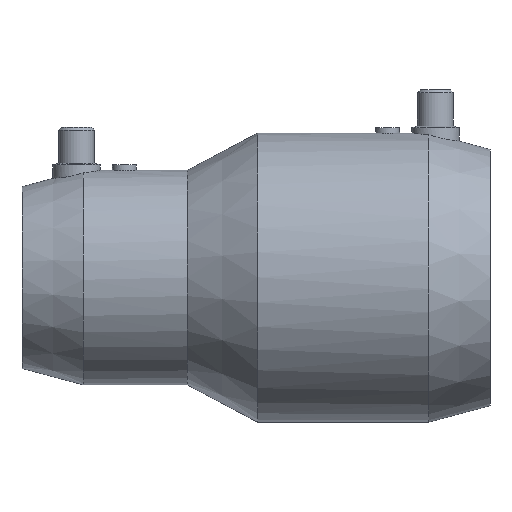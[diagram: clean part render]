
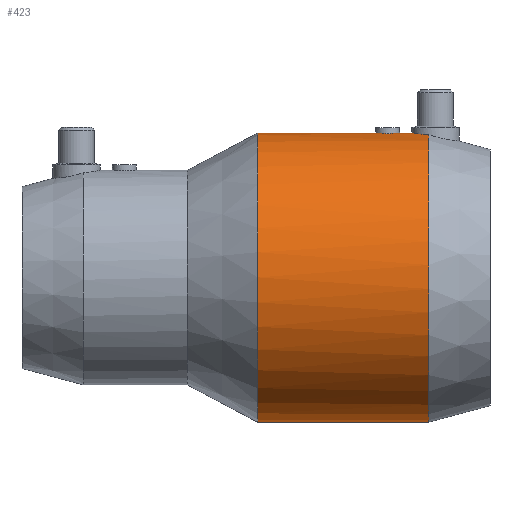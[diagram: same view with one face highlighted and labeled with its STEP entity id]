
A CAD part, top view. The second image highlights one B-rep face of the part: STEP entity #423.
In plain terms, the highlighted cylindrical face has radius 48.5 mm (diameter 97 mm), a partial arc.
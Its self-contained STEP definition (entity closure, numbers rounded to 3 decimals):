
#335 = EDGE_CURVE( '', #489, #455, #946, .T. );
#415 = VERTEX_POINT( '', #1039 );
#423 = ADVANCED_FACE( '', ( #1048 ), #1049, .T. );
#455 = VERTEX_POINT( '', #1088 );
#489 = VERTEX_POINT( '', #1126 );
#537 = EDGE_CURVE( '', #415, #669, #1179, .T. );
#571 = EDGE_CURVE( '', #699, #585, #1215, .T. );
#585 = VERTEX_POINT( '', #1229 );
#607 = EDGE_CURVE( '', #733, #489, #1253, .T. );
#669 = VERTEX_POINT( '', #1324 );
#699 = VERTEX_POINT( '', #1360 );
#723 = EDGE_CURVE( '', #455, #699, #1387, .T. );
#733 = VERTEX_POINT( '', #1400 );
#791 = EDGE_CURVE( '', #585, #415, #1462, .T. );
#849 = EDGE_CURVE( '', #733, #669, #1529, .T. );
#946 = CIRCLE( '', #1662, 48.5 );
#1039 = CARTESIAN_POINT( '', ( 31.667, 48.5, 0. ) );
#1048 = FACE_OUTER_BOUND( '', #1861, .T. );
#1049 = CYLINDRICAL_SURFACE( '', #1862, 48.5 );
#1088 = CARTESIAN_POINT( '', ( 49.474, 47.886, 7.694 ) );
#1126 = CARTESIAN_POINT( '', ( 49.474, -48.5, 0. ) );
#1179 = LINE( '', #2083, #2084 );
#1215 = LINE( '', #2148, #2149 );
#1229 = CARTESIAN_POINT( '', ( 39.667, 48.5, 0. ) );
#1253 = LINE( '', #2202, #2203 );
#1324 = CARTESIAN_POINT( '', ( -7.926, 48.5, 0. ) );
#1360 = CARTESIAN_POINT( '', ( 43.667, 48.5, 0. ) );
#1387 = B_SPLINE_CURVE_WITH_KNOTS( '', 3, ( #2448, #2449, #2450, #2451, #2452, #2453, #2454, #2455, #2456, #2457, #2458, #2459, #2460, #2461, #2462, #2463, #2464, #2465, #2466, #2467, #2468, #2469, #2470, #2471, #2472, #2473, #2474, #2475, #2476, #2477 ), .UNSPECIFIED., .F., .F., ( 4, 2, 2, 2, 2, 2, 2, 2, 2, 2, 2, 2, 2, 2, 4 ), ( 2.148, 3.019, 4.529, 6.039, 7.549, 9.058, 10.568, 12.078, 13.587, 15.097, 16.607, 18.117, 19.626, 21.136, 22.008 ), .UNSPECIFIED. );
#1400 = CARTESIAN_POINT( '', ( -7.926, -48.5, 0. ) );
#1462 = B_SPLINE_CURVE_WITH_KNOTS( '', 3, ( #2670, #2671, #2672, #2673, #2674, #2675, #2676, #2677, #2678, #2679, #2680, #2681, #2682, #2683, #2684, #2685, #2686, #2687, #2688, #2689, #2690, #2691, #2692, #2693, #2694, #2695, #2696, #2697, #2698, #2699, #2700, #2701, #2702, #2703 ), .UNSPECIFIED., .F., .F., ( 4, 2, 2, 2, 2, 2, 2, 2, 2, 2, 2, 2, 2, 2, 2, 2, 4 ), ( 6.03, 6.784, 7.537, 8.291, 9.045, 9.799, 10.552, 11.306, 12.06, 12.814, 13.567, 14.321, 15.075, 15.829, 16.582, 17.336, 18.09 ), .UNSPECIFIED. );
#1529 = CIRCLE( '', #2789, 48.5 );
#1662 = AXIS2_PLACEMENT_3D( '', #2908, #2909, #2910 );
#1861 = EDGE_LOOP( '', ( #3058, #3059, #3060, #3061, #3062, #3063, #3064 ) );
#1862 = AXIS2_PLACEMENT_3D( '', #3065, #3066, #3067 );
#2083 = CARTESIAN_POINT( '', ( 20.774, 48.5, 0. ) );
#2084 = VECTOR( '', #3214, 1. );
#2148 = CARTESIAN_POINT( '', ( 20.774, 48.5, 0. ) );
#2149 = VECTOR( '', #3248, 1. );
#2202 = CARTESIAN_POINT( '', ( 20.774, -48.5, 0. ) );
#2203 = VECTOR( '', #3287, 1. );
#2448 = CARTESIAN_POINT( '', ( 49.474, 47.886, 7.694 ) );
#2449 = CARTESIAN_POINT( '', ( 49.179, 47.899, 7.609 ) );
#2450 = CARTESIAN_POINT( '', ( 48.887, 47.916, 7.508 ) );
#2451 = CARTESIAN_POINT( '', ( 48.11, 47.965, 7.186 ) );
#2452 = CARTESIAN_POINT( '', ( 47.638, 48.003, 6.932 ) );
#2453 = CARTESIAN_POINT( '', ( 46.765, 48.084, 6.344 ) );
#2454 = CARTESIAN_POINT( '', ( 46.364, 48.127, 6.011 ) );
#2455 = CARTESIAN_POINT( '', ( 45.655, 48.211, 5.302 ) );
#2456 = CARTESIAN_POINT( '', ( 45.322, 48.254, 4.902 ) );
#2457 = CARTESIAN_POINT( '', ( 44.735, 48.334, 4.029 ) );
#2458 = CARTESIAN_POINT( '', ( 44.481, 48.372, 3.557 ) );
#2459 = CARTESIAN_POINT( '', ( 44.072, 48.434, 2.571 ) );
#2460 = CARTESIAN_POINT( '', ( 43.918, 48.459, 2.057 ) );
#2461 = CARTESIAN_POINT( '', ( 43.715, 48.492, 1.023 ) );
#2462 = CARTESIAN_POINT( '', ( 43.667, 48.5, 0.503 ) );
#2463 = CARTESIAN_POINT( '', ( 43.667, 48.5, -0.503 ) );
#2464 = CARTESIAN_POINT( '', ( 43.715, 48.492, -1.023 ) );
#2465 = CARTESIAN_POINT( '', ( 43.918, 48.459, -2.057 ) );
#2466 = CARTESIAN_POINT( '', ( 44.072, 48.434, -2.571 ) );
#2467 = CARTESIAN_POINT( '', ( 44.481, 48.372, -3.557 ) );
#2468 = CARTESIAN_POINT( '', ( 44.735, 48.334, -4.029 ) );
#2469 = CARTESIAN_POINT( '', ( 45.322, 48.254, -4.902 ) );
#2470 = CARTESIAN_POINT( '', ( 45.655, 48.211, -5.302 ) );
#2471 = CARTESIAN_POINT( '', ( 46.364, 48.127, -6.011 ) );
#2472 = CARTESIAN_POINT( '', ( 46.765, 48.084, -6.344 ) );
#2473 = CARTESIAN_POINT( '', ( 47.638, 48.003, -6.932 ) );
#2474 = CARTESIAN_POINT( '', ( 48.11, 47.965, -7.186 ) );
#2475 = CARTESIAN_POINT( '', ( 48.887, 47.916, -7.508 ) );
#2476 = CARTESIAN_POINT( '', ( 49.179, 47.899, -7.609 ) );
#2477 = CARTESIAN_POINT( '', ( 49.474, 47.886, -7.694 ) );
#2670 = CARTESIAN_POINT( '', ( 39.667, 48.5, 0. ) );
#2671 = CARTESIAN_POINT( '', ( 39.667, 48.5, 0.251 ) );
#2672 = CARTESIAN_POINT( '', ( 39.643, 48.498, 0.511 ) );
#2673 = CARTESIAN_POINT( '', ( 39.541, 48.49, 1.028 ) );
#2674 = CARTESIAN_POINT( '', ( 39.464, 48.484, 1.285 ) );
#2675 = CARTESIAN_POINT( '', ( 39.26, 48.468, 1.777 ) );
#2676 = CARTESIAN_POINT( '', ( 39.133, 48.459, 2.014 ) );
#2677 = CARTESIAN_POINT( '', ( 38.839, 48.439, 2.45 ) );
#2678 = CARTESIAN_POINT( '', ( 38.673, 48.428, 2.651 ) );
#2679 = CARTESIAN_POINT( '', ( 38.318, 48.407, 3.006 ) );
#2680 = CARTESIAN_POINT( '', ( 38.117, 48.396, 3.173 ) );
#2681 = CARTESIAN_POINT( '', ( 37.68, 48.376, 3.466 ) );
#2682 = CARTESIAN_POINT( '', ( 37.444, 48.367, 3.593 ) );
#2683 = CARTESIAN_POINT( '', ( 36.951, 48.351, 3.797 ) );
#2684 = CARTESIAN_POINT( '', ( 36.694, 48.345, 3.875 ) );
#2685 = CARTESIAN_POINT( '', ( 36.178, 48.337, 3.976 ) );
#2686 = CARTESIAN_POINT( '', ( 35.918, 48.335, 4. ) );
#2687 = CARTESIAN_POINT( '', ( 35.415, 48.335, 4. ) );
#2688 = CARTESIAN_POINT( '', ( 35.156, 48.337, 3.976 ) );
#2689 = CARTESIAN_POINT( '', ( 34.639, 48.345, 3.875 ) );
#2690 = CARTESIAN_POINT( '', ( 34.382, 48.351, 3.797 ) );
#2691 = CARTESIAN_POINT( '', ( 33.889, 48.367, 3.593 ) );
#2692 = CARTESIAN_POINT( '', ( 33.653, 48.376, 3.466 ) );
#2693 = CARTESIAN_POINT( '', ( 33.216, 48.396, 3.173 ) );
#2694 = CARTESIAN_POINT( '', ( 33.016, 48.407, 3.006 ) );
#2695 = CARTESIAN_POINT( '', ( 32.661, 48.428, 2.651 ) );
#2696 = CARTESIAN_POINT( '', ( 32.494, 48.439, 2.45 ) );
#2697 = CARTESIAN_POINT( '', ( 32.2, 48.459, 2.014 ) );
#2698 = CARTESIAN_POINT( '', ( 32.073, 48.468, 1.777 ) );
#2699 = CARTESIAN_POINT( '', ( 31.869, 48.484, 1.285 ) );
#2700 = CARTESIAN_POINT( '', ( 31.792, 48.49, 1.028 ) );
#2701 = CARTESIAN_POINT( '', ( 31.691, 48.498, 0.511 ) );
#2702 = CARTESIAN_POINT( '', ( 31.667, 48.5, 0.251 ) );
#2703 = CARTESIAN_POINT( '', ( 31.667, 48.5, 0. ) );
#2789 = AXIS2_PLACEMENT_3D( '', #3645, #3646, #3647 );
#2908 = CARTESIAN_POINT( '', ( 49.474, 0., 0. ) );
#2909 = DIRECTION( '', ( -1., 0., 0. ) );
#2910 = DIRECTION( '', ( 0., 1., 0. ) );
#3058 = ORIENTED_EDGE( '', *, *, #571, .T. );
#3059 = ORIENTED_EDGE( '', *, *, #791, .T. );
#3060 = ORIENTED_EDGE( '', *, *, #537, .T. );
#3061 = ORIENTED_EDGE( '', *, *, #849, .F. );
#3062 = ORIENTED_EDGE( '', *, *, #607, .T. );
#3063 = ORIENTED_EDGE( '', *, *, #335, .T. );
#3064 = ORIENTED_EDGE( '', *, *, #723, .T. );
#3065 = CARTESIAN_POINT( '', ( 20.774, 0., 0. ) );
#3066 = DIRECTION( '', ( 1., 0., 0. ) );
#3067 = DIRECTION( '', ( 0., 1., 0. ) );
#3214 = DIRECTION( '', ( -1., 0., 0. ) );
#3248 = DIRECTION( '', ( -1., 0., 0. ) );
#3287 = DIRECTION( '', ( 1., 0., 0. ) );
#3645 = CARTESIAN_POINT( '', ( -7.926, 0., 0. ) );
#3646 = DIRECTION( '', ( -1., 0., 0. ) );
#3647 = DIRECTION( '', ( 0., 1., 0. ) );
